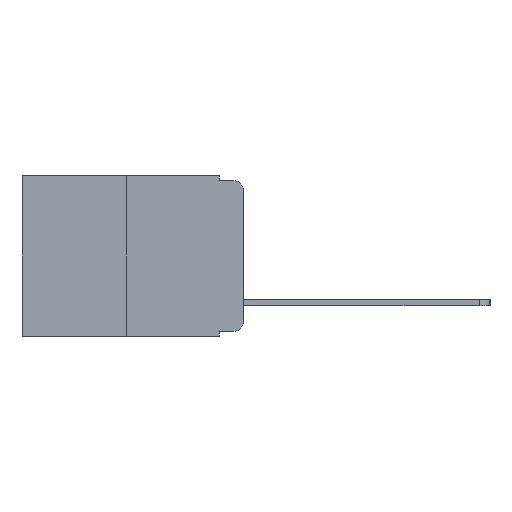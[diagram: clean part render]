
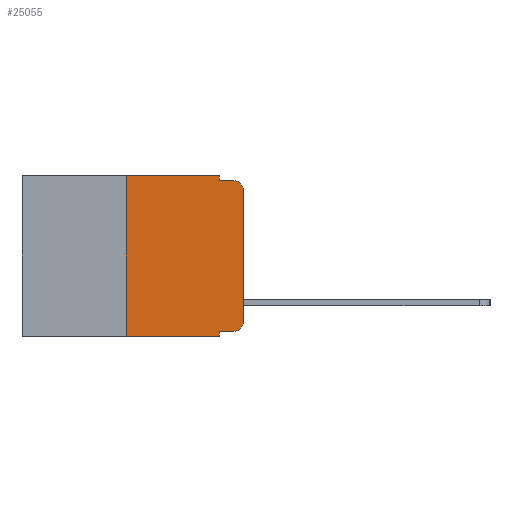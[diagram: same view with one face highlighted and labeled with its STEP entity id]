
A CAD part, left-side view. The second image highlights one B-rep face of the part: STEP entity #25055.
In plain terms, the highlighted planar face has unit normal (-1, 0, 0).
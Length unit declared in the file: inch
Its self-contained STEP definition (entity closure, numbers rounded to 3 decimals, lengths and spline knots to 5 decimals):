
#14 = CARTESIAN_POINT ( 'NONE',  ( 0., 0.473, 0. ) ) ;
#134 = DIRECTION ( 'NONE',  ( 0., 0., -1. ) ) ;
#245 = CARTESIAN_POINT ( 'NONE',  ( 0., 0.25, 0. ) ) ;
#450 = DIRECTION ( 'NONE',  ( 0., -1., 0. ) ) ;
#653 = AXIS2_PLACEMENT_3D ( 'NONE', #14, #13717, #2053 ) ;
#696 = DIRECTION ( 'NONE',  ( 0., 0., -1. ) ) ;
#722 = VERTEX_POINT ( 'NONE', #23241 ) ;
#741 = ORIENTED_EDGE ( 'NONE', *, *, #4937, .F. ) ;
#978 = EDGE_CURVE ( 'NONE', #7486, #9068, #1447, .T. ) ;
#1239 = LINE ( 'NONE', #14329, #16210 ) ;
#1334 = EDGE_CURVE ( 'NONE', #14719, #722, #18808, .T. ) ;
#1447 = LINE ( 'NONE', #16004, #16398 ) ;
#1823 = CARTESIAN_POINT ( 'NONE',  ( 0., 0.25, -0.343 ) ) ;
#2053 = DIRECTION ( 'NONE',  ( 0., 0., -1. ) ) ;
#2217 = VERTEX_POINT ( 'NONE', #4424 ) ;
#2287 = DIRECTION ( 'NONE',  ( 0., -1., 0. ) ) ;
#2667 = FACE_OUTER_BOUND ( 'NONE', #20677, .T. ) ;
#3050 = VERTEX_POINT ( 'NONE', #21621 ) ;
#3293 = CIRCLE ( 'NONE', #14162, 0.02 ) ;
#3582 = ORIENTED_EDGE ( 'NONE', *, *, #24226, .T. ) ;
#4424 = CARTESIAN_POINT ( 'NONE',  ( 0., 0., -0.313 ) ) ;
#4622 = VERTEX_POINT ( 'NONE', #23018 ) ;
#4648 = VERTEX_POINT ( 'NONE', #1823 ) ;
#4699 = ORIENTED_EDGE ( 'NONE', *, *, #978, .T. ) ;
#4937 = EDGE_CURVE ( 'NONE', #7486, #3050, #1239, .T. ) ;
#5763 = DIRECTION ( 'NONE',  ( 0., -1., 0. ) ) ;
#5798 = CARTESIAN_POINT ( 'NONE',  ( 0., 0.051, -0.01 ) ) ;
#6300 = ORIENTED_EDGE ( 'NONE', *, *, #10646, .T. ) ;
#6747 = CARTESIAN_POINT ( 'NONE',  ( 0., 0.02, -0.03 ) ) ;
#6798 = LINE ( 'NONE', #21662, #12549 ) ;
#7486 = VERTEX_POINT ( 'NONE', #24334 ) ;
#7641 = ORIENTED_EDGE ( 'NONE', *, *, #8406, .F. ) ;
#8406 = EDGE_CURVE ( 'NONE', #4622, #14719, #10837, .T. ) ;
#8490 = VECTOR ( 'NONE', #5763, 39.37008 ) ;
#8692 = DIRECTION ( 'NONE',  ( 0., 0., -1. ) ) ;
#9068 = VERTEX_POINT ( 'NONE', #20204 ) ;
#9778 = ORIENTED_EDGE ( 'NONE', *, *, #16696, .F. ) ;
#10045 = CARTESIAN_POINT ( 'NONE',  ( 0., 0.473, 0. ) ) ;
#10465 = CARTESIAN_POINT ( 'NONE',  ( 0., 0.051, 0. ) ) ;
#10518 = DIRECTION ( 'NONE',  ( 0., 0., -1. ) ) ;
#10646 = EDGE_CURVE ( 'NONE', #9068, #2217, #13452, .T. ) ;
#10837 = LINE ( 'NONE', #10465, #16021 ) ;
#11909 = DIRECTION ( 'NONE',  ( -1., 0., 0. ) ) ;
#12549 = VECTOR ( 'NONE', #23483, 39.37008 ) ;
#13198 = CARTESIAN_POINT ( 'NONE',  ( 0., 0.051, -0.01 ) ) ;
#13452 = CIRCLE ( 'NONE', #17279, 0.02 ) ;
#13717 = DIRECTION ( 'NONE',  ( 1., 0., 0. ) ) ;
#14162 = AXIS2_PLACEMENT_3D ( 'NONE', #6747, #20304, #8692 ) ;
#14329 = CARTESIAN_POINT ( 'NONE',  ( 0., 0.051, 0. ) ) ;
#14398 = VERTEX_POINT ( 'NONE', #23738 ) ;
#14719 = VERTEX_POINT ( 'NONE', #13198 ) ;
#14943 = EDGE_CURVE ( 'NONE', #24026, #4622, #23560, .T. ) ;
#15604 = PLANE ( 'NONE',  #653 ) ;
#16004 = CARTESIAN_POINT ( 'NONE',  ( 0., 0.051, -0.333 ) ) ;
#16021 = VECTOR ( 'NONE', #696, 39.37008 ) ;
#16210 = VECTOR ( 'NONE', #10518, 39.37008 ) ;
#16398 = VECTOR ( 'NONE', #450, 39.37008 ) ;
#16442 = VECTOR ( 'NONE', #16500, 39.37008 ) ;
#16500 = DIRECTION ( 'NONE',  ( 0., 0., 1. ) ) ;
#16696 = EDGE_CURVE ( 'NONE', #4648, #24026, #21407, .T. ) ;
#17063 = ORIENTED_EDGE ( 'NONE', *, *, #14943, .F. ) ;
#17279 = AXIS2_PLACEMENT_3D ( 'NONE', #23448, #11909, #134 ) ;
#18360 = CARTESIAN_POINT ( 'NONE',  ( 0., 0., 0. ) ) ;
#18484 = VECTOR ( 'NONE', #2287, 39.37008 ) ;
#18746 = EDGE_CURVE ( 'NONE', #4648, #3050, #6798, .T. ) ;
#18808 = LINE ( 'NONE', #5798, #8490 ) ;
#18825 = ORIENTED_EDGE ( 'NONE', *, *, #20430, .T. ) ;
#19383 = DIRECTION ( 'NONE',  ( 0., 0., 1. ) ) ;
#20204 = CARTESIAN_POINT ( 'NONE',  ( 0., 0.02, -0.333 ) ) ;
#20222 = VECTOR ( 'NONE', #19383, 39.37008 ) ;
#20304 = DIRECTION ( 'NONE',  ( -1., 0., 0. ) ) ;
#20430 = EDGE_CURVE ( 'NONE', #14398, #722, #3293, .T. ) ;
#20677 = EDGE_LOOP ( 'NONE', ( #3582, #18825, #22726, #7641, #17063, #9778, #25126, #741, #4699, #6300 ) ) ;
#21407 = LINE ( 'NONE', #25116, #20222 ) ;
#21621 = CARTESIAN_POINT ( 'NONE',  ( 0., 0.051, -0.343 ) ) ;
#21662 = CARTESIAN_POINT ( 'NONE',  ( 0., 0.473, -0.343 ) ) ;
#22165 = LINE ( 'NONE', #18360, #16442 ) ;
#22726 = ORIENTED_EDGE ( 'NONE', *, *, #1334, .F. ) ;
#23018 = CARTESIAN_POINT ( 'NONE',  ( 0., 0.051, 0. ) ) ;
#23241 = CARTESIAN_POINT ( 'NONE',  ( 0., 0.02, -0.01 ) ) ;
#23448 = CARTESIAN_POINT ( 'NONE',  ( 0., 0.02, -0.313 ) ) ;
#23483 = DIRECTION ( 'NONE',  ( 0., -1., 0. ) ) ;
#23560 = LINE ( 'NONE', #10045, #18484 ) ;
#23738 = CARTESIAN_POINT ( 'NONE',  ( 0., 0., -0.03 ) ) ;
#24026 = VERTEX_POINT ( 'NONE', #245 ) ;
#24226 = EDGE_CURVE ( 'NONE', #2217, #14398, #22165, .T. ) ;
#24334 = CARTESIAN_POINT ( 'NONE',  ( 0., 0.051, -0.333 ) ) ;
#25055 = ADVANCED_FACE ( 'NONE', ( #2667 ), #15604, .F. ) ;
#25116 = CARTESIAN_POINT ( 'NONE',  ( 0., 0.25, 0. ) ) ;
#25126 = ORIENTED_EDGE ( 'NONE', *, *, #18746, .T. ) ;
